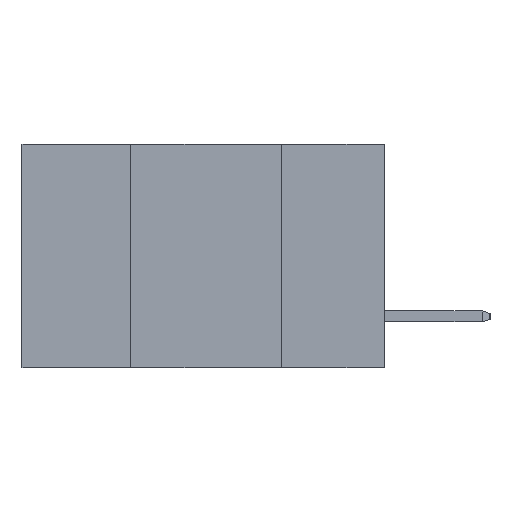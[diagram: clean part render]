
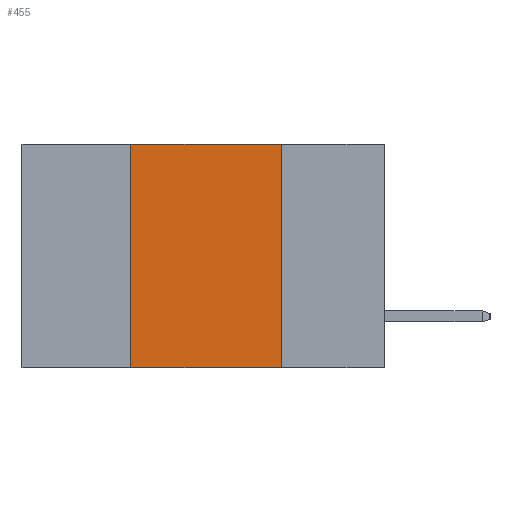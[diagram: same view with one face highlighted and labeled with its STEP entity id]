
A CAD part, left-side view. The second image highlights one B-rep face of the part: STEP entity #455.
In plain terms, the highlighted planar face has unit normal (-1, 0, 0).
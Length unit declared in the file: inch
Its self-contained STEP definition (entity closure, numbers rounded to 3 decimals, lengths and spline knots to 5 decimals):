
#155 = LINE ( 'NONE', #15860, #3629 ) ;
#455 = ADVANCED_FACE ( 'NONE', ( #17606 ), #9081, .F. ) ;
#1173 = LINE ( 'NONE', #6353, #12492 ) ;
#1594 = CARTESIAN_POINT ( 'NONE',  ( 0., 0.6, -0.37 ) ) ;
#2026 = DIRECTION ( 'NONE',  ( 0., 0., 1. ) ) ;
#2109 = VECTOR ( 'NONE', #7396, 39.37008 ) ;
#2982 = VERTEX_POINT ( 'NONE', #6804 ) ;
#3629 = VECTOR ( 'NONE', #2026, 39.37008 ) ;
#4738 = VERTEX_POINT ( 'NONE', #9530 ) ;
#5947 = EDGE_CURVE ( 'NONE', #14096, #2982, #155, .T. ) ;
#6353 = CARTESIAN_POINT ( 'NONE',  ( 0., 0.6, 0. ) ) ;
#6395 = CARTESIAN_POINT ( 'NONE',  ( 0., 0.6, 0. ) ) ;
#6804 = CARTESIAN_POINT ( 'NONE',  ( 0., 0.42, 0. ) ) ;
#7396 = DIRECTION ( 'NONE',  ( 0., -1., 0. ) ) ;
#7676 = DIRECTION ( 'NONE',  ( 0., 0., -1. ) ) ;
#8954 = DIRECTION ( 'NONE',  ( 1., 0., 0. ) ) ;
#9025 = EDGE_CURVE ( 'NONE', #11571, #4738, #14634, .T. ) ;
#9081 = PLANE ( 'NONE',  #16652 ) ;
#9530 = CARTESIAN_POINT ( 'NONE',  ( 0., 0.17, -0.37 ) ) ;
#9979 = ORIENTED_EDGE ( 'NONE', *, *, #11165, .F. ) ;
#10062 = CARTESIAN_POINT ( 'NONE',  ( 0., 0.42, -0.37 ) ) ;
#11119 = VECTOR ( 'NONE', #13960, 39.37008 ) ;
#11165 = EDGE_CURVE ( 'NONE', #2982, #11571, #1173, .T. ) ;
#11355 = CARTESIAN_POINT ( 'NONE',  ( 0., 0.17, 0. ) ) ;
#11571 = VERTEX_POINT ( 'NONE', #11355 ) ;
#11657 = ORIENTED_EDGE ( 'NONE', *, *, #5947, .F. ) ;
#12083 = ORIENTED_EDGE ( 'NONE', *, *, #16597, .T. ) ;
#12492 = VECTOR ( 'NONE', #15829, 39.37008 ) ;
#13167 = EDGE_LOOP ( 'NONE', ( #13523, #9979, #11657, #12083 ) ) ;
#13523 = ORIENTED_EDGE ( 'NONE', *, *, #9025, .F. ) ;
#13960 = DIRECTION ( 'NONE',  ( 0., 0., -1. ) ) ;
#14096 = VERTEX_POINT ( 'NONE', #10062 ) ;
#14634 = LINE ( 'NONE', #16564, #11119 ) ;
#15829 = DIRECTION ( 'NONE',  ( 0., -1., 0. ) ) ;
#15860 = CARTESIAN_POINT ( 'NONE',  ( 0., 0.42, -0.37 ) ) ;
#15993 = LINE ( 'NONE', #1594, #2109 ) ;
#16564 = CARTESIAN_POINT ( 'NONE',  ( 0., 0.17, -0.37 ) ) ;
#16597 = EDGE_CURVE ( 'NONE', #14096, #4738, #15993, .T. ) ;
#16652 = AXIS2_PLACEMENT_3D ( 'NONE', #6395, #8954, #7676 ) ;
#17606 = FACE_OUTER_BOUND ( 'NONE', #13167, .T. ) ;
